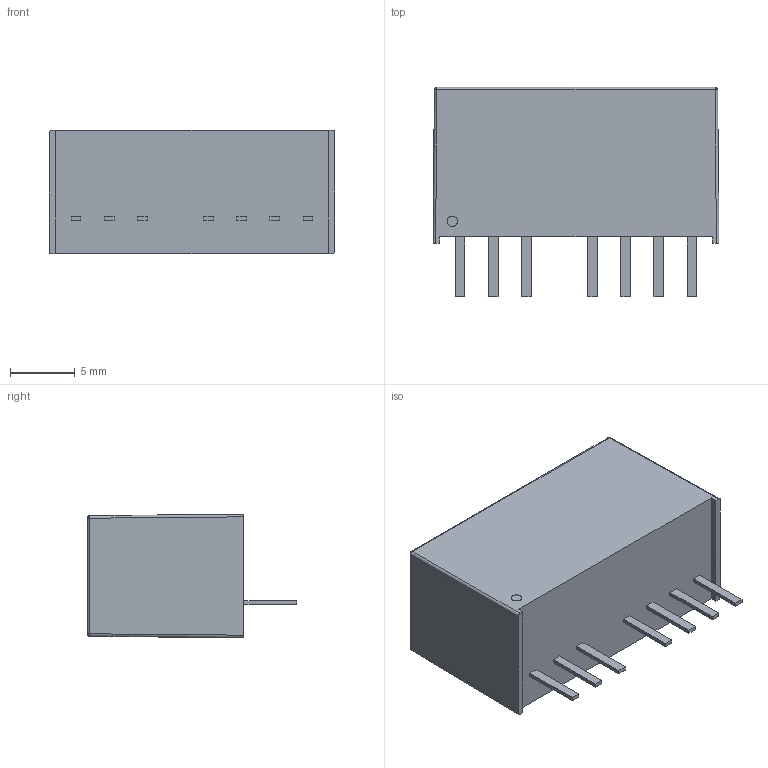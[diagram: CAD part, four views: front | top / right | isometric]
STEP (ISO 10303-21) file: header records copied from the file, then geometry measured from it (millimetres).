
FILE_DESCRIPTION (( 'STEP AP214' ), '1' );
FILE_NAME ('CUI_PQQ10W-Q24-S24-S.step', '2020-12-22T22:11:05', ( '' ), ( '' ), 'SwSTEP 2.0', 'SolidWorks 2020', '' );
FILE_SCHEMA (( 'AUTOMOTIVE_DESIGN' ));
Length unit declared in the file: inch
Products named in the file (1): CUI_PQQ10W-Q24-S24-S
Bounding box: 22 x 16.1 x 9.5 mm (x, y, z)
Volume: 2374.7 mm3; surface area: 1205.7 mm2
Topology: 1 solids, 1 shells, 68 faces, 161 edges, 103 vertices
Faces by surface type: plane 50, cylinder 10, sphere 8
Entity records: 2440 total; most frequent: CARTESIAN_POINT 357, ORIENTED_EDGE 322, DIRECTION 318, EDGE_CURVE 161, VECTOR 126, LINE 126, VERTEX_POINT 103, AXIS2_PLACEMENT_3D 96
